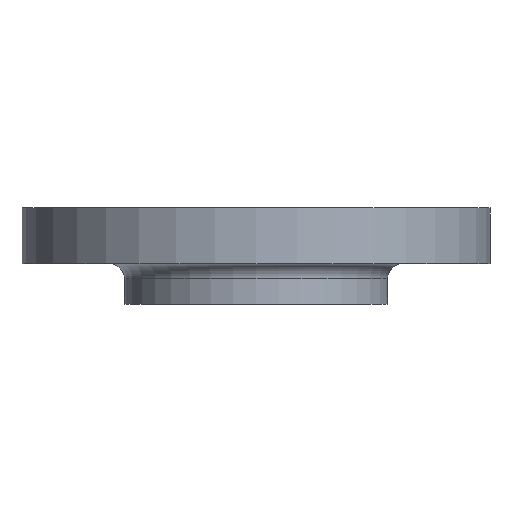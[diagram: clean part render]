
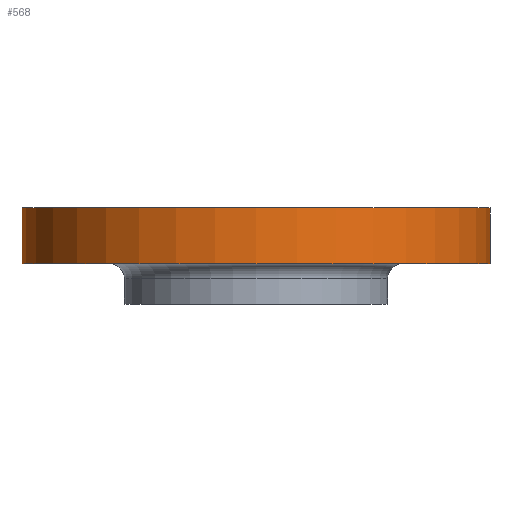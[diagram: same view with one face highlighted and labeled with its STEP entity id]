
A CAD part, front view. The second image highlights one B-rep face of the part: STEP entity #568.
In plain terms, the highlighted cylindrical face has radius 92.5 mm (diameter 185 mm), a partial arc.
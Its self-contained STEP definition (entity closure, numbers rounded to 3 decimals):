
#47 = EDGE_CURVE ( 'NONE', #932, #682, #462, .T. ) ;
#86 = CIRCLE ( 'NONE', #88, 92.5 ) ;
#88 = AXIS2_PLACEMENT_3D ( 'NONE', #116, #115, #113 ) ;
#92 = EDGE_CURVE ( 'NONE', #686, #653, #486, .T. ) ;
#96 = CARTESIAN_POINT ( 'NONE',  ( 92.5, 0., -22. ) ) ;
#113 = DIRECTION ( 'NONE',  ( 1., 0., 0. ) ) ;
#115 = DIRECTION ( 'NONE',  ( 0., 0., 1. ) ) ;
#116 = CARTESIAN_POINT ( 'NONE',  ( 0., 0., 0. ) ) ;
#150 = VECTOR ( 'NONE', #489, 1000. ) ;
#156 = EDGE_CURVE ( 'NONE', #686, #932, #369, .T. ) ;
#231 = CARTESIAN_POINT ( 'NONE',  ( -92.5, 0., -22. ) ) ;
#236 = CARTESIAN_POINT ( 'NONE',  ( 92.5, 0., 0. ) ) ;
#265 = CARTESIAN_POINT ( 'NONE',  ( -92.5, 0., 0. ) ) ;
#328 = DIRECTION ( 'NONE',  ( 1., 0., 0. ) ) ;
#330 = DIRECTION ( 'NONE',  ( 0., 0., 1. ) ) ;
#331 = CARTESIAN_POINT ( 'NONE',  ( 0., 0., -62. ) ) ;
#332 = CYLINDRICAL_SURFACE ( 'NONE', #561, 92.5 ) ;
#333 = FACE_OUTER_BOUND ( 'NONE', #772, .T. ) ;
#369 = CIRCLE ( 'NONE', #651, 92.5 ) ;
#430 = VECTOR ( 'NONE', #464, 1000. ) ;
#462 = LINE ( 'NONE', #463, #430 ) ;
#463 = CARTESIAN_POINT ( 'NONE',  ( 92.5, 0., -62. ) ) ;
#464 = DIRECTION ( 'NONE',  ( 0., 0., 1. ) ) ;
#486 = LINE ( 'NONE', #488, #150 ) ;
#488 = CARTESIAN_POINT ( 'NONE',  ( -92.5, 0., -62. ) ) ;
#489 = DIRECTION ( 'NONE',  ( 0., 0., 1. ) ) ;
#510 = CARTESIAN_POINT ( 'NONE',  ( 0., 0., -22. ) ) ;
#511 = DIRECTION ( 'NONE',  ( 0., 0., 1. ) ) ;
#512 = DIRECTION ( 'NONE',  ( 1., 0., 0. ) ) ;
#561 = AXIS2_PLACEMENT_3D ( 'NONE', #331, #330, #328 ) ;
#568 = ADVANCED_FACE ( 'NONE', ( #333 ), #332, .T. ) ;
#651 = AXIS2_PLACEMENT_3D ( 'NONE', #510, #511, #512 ) ;
#653 = VERTEX_POINT ( 'NONE', #265 ) ;
#682 = VERTEX_POINT ( 'NONE', #236 ) ;
#686 = VERTEX_POINT ( 'NONE', #231 ) ;
#772 = EDGE_LOOP ( 'NONE', ( #784, #787, #788, #791 ) ) ;
#784 = ORIENTED_EDGE ( 'NONE', *, *, #92, .F. ) ;
#787 = ORIENTED_EDGE ( 'NONE', *, *, #156, .T. ) ;
#788 = ORIENTED_EDGE ( 'NONE', *, *, #47, .T. ) ;
#791 = ORIENTED_EDGE ( 'NONE', *, *, #907, .F. ) ;
#907 = EDGE_CURVE ( 'NONE', #653, #682, #86, .T. ) ;
#932 = VERTEX_POINT ( 'NONE', #96 ) ;
